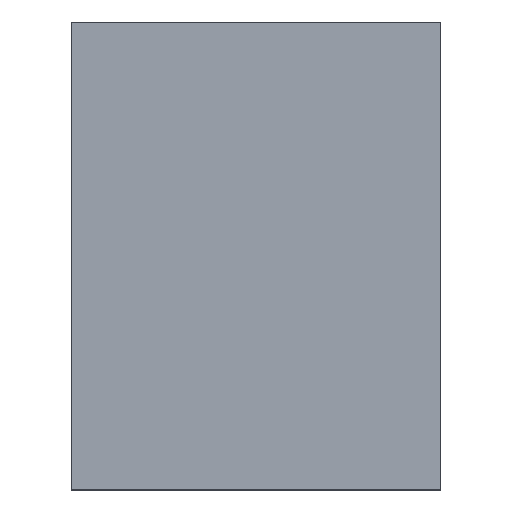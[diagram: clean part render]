
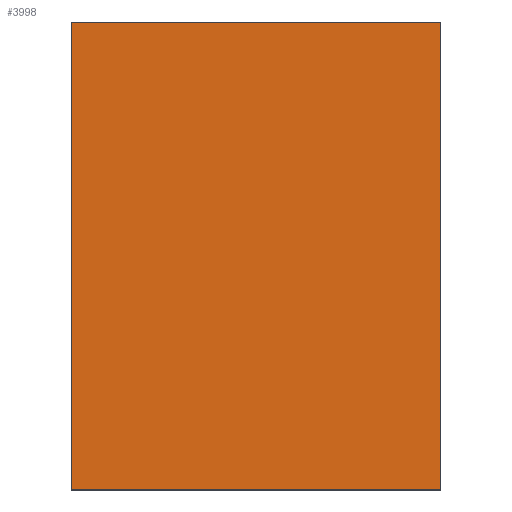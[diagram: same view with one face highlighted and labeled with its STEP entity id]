
A CAD part, top view. The second image highlights one B-rep face of the part: STEP entity #3998.
In plain terms, the highlighted planar face has unit normal (0, 0, 1).
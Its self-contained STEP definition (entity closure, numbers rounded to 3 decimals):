
#240=ORIENTED_EDGE('',*,*,#1448,.T.);
#241=ORIENTED_EDGE('',*,*,#1449,.F.);
#242=ORIENTED_EDGE('',*,*,#1450,.F.);
#243=ORIENTED_EDGE('',*,*,#1445,.T.);
#1445=EDGE_CURVE('',#2042,#2041,#2449,.T.);
#1448=EDGE_CURVE('',#2041,#2044,#2452,.T.);
#1449=EDGE_CURVE('',#2045,#2044,#2453,.T.);
#1450=EDGE_CURVE('',#2042,#2045,#2454,.T.);
#2041=VERTEX_POINT('',#5771);
#2042=VERTEX_POINT('',#5773);
#2044=VERTEX_POINT('',#5779);
#2045=VERTEX_POINT('',#5781);
#2449=LINE('',#5772,#2951);
#2452=LINE('',#5778,#2954);
#2453=LINE('',#5780,#2955);
#2454=LINE('',#5782,#2956);
#2951=VECTOR('',#4620,1000.);
#2954=VECTOR('',#4625,1000.);
#2955=VECTOR('',#4626,1000.);
#2956=VECTOR('',#4627,1000.);
#3425=EDGE_LOOP('',(#240,#241,#242,#243));
#3633=FACE_BOUND('',#3425,.T.);
#3841=PLANE('',#4240);
#3998=ADVANCED_FACE('',(#3633),#3841,.F.);
#4240=AXIS2_PLACEMENT_3D('',#5777,#4623,#4624);
#4620=DIRECTION('',(-1.,0.,0.));
#4623=DIRECTION('',(0.,0.,-1.));
#4624=DIRECTION('',(-1.,0.,0.));
#4625=DIRECTION('',(0.,-1.,0.));
#4626=DIRECTION('',(-1.,0.,0.));
#4627=DIRECTION('',(0.,-1.,0.));
#5771=CARTESIAN_POINT('',(-3.95,10.,2.5));
#5772=CARTESIAN_POINT('',(3.95,10.,2.5));
#5773=CARTESIAN_POINT('',(3.95,10.,2.5));
#5777=CARTESIAN_POINT('',(3.95,10.,2.5));
#5778=CARTESIAN_POINT('',(-3.95,10.,2.5));
#5779=CARTESIAN_POINT('',(-3.95,0.,2.5));
#5780=CARTESIAN_POINT('',(3.95,0.,2.5));
#5781=CARTESIAN_POINT('',(3.95,0.,2.5));
#5782=CARTESIAN_POINT('',(3.95,10.,2.5));
